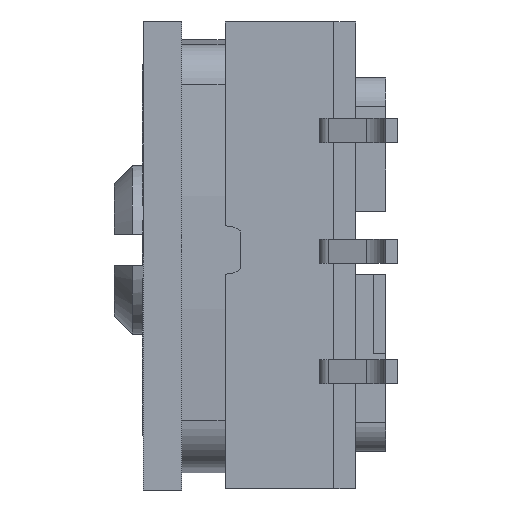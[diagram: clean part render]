
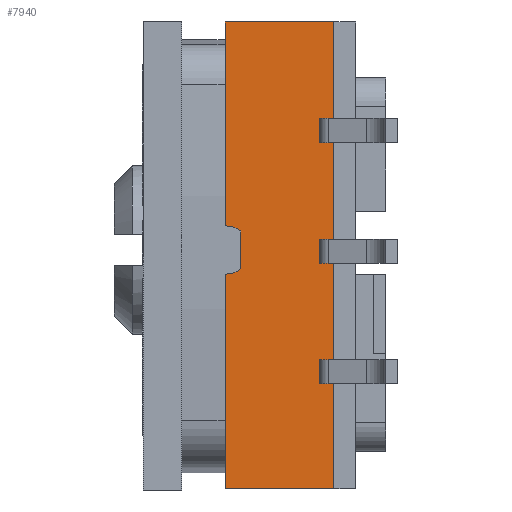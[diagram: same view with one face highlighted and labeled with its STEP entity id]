
A CAD part, left-side view. The second image highlights one B-rep face of the part: STEP entity #7940.
In plain terms, the highlighted planar face has unit normal (-1, 0, 0).
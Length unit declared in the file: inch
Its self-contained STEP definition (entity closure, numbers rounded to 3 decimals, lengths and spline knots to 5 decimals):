
#2151=DIRECTION('',(0.,0.,1.));
#2152=VECTOR('',#2151,0.09);
#2153=CARTESIAN_POINT('',(-0.19,-0.189,0.));
#2154=LINE('',#2153,#2152);
#2843=DIRECTION('',(0.,-1.,0.));
#2844=VECTOR('',#2843,0.169);
#2845=CARTESIAN_POINT('',(-0.19,-0.02,0.09));
#2846=LINE('',#2845,#2844);
#2851=DIRECTION('',(0.,-1.,0.));
#2852=VECTOR('',#2851,0.178);
#2853=CARTESIAN_POINT('',(-0.19,0.198,0.09));
#2854=LINE('',#2853,#2852);
#2964=DIRECTION('',(0.,-1.,0.));
#2965=VECTOR('',#2964,0.0315);
#2966=CARTESIAN_POINT('',(-0.19,0.01575,0.077));
#2967=LINE('',#2966,#2965);
#2968=CARTESIAN_POINT('',(-0.19,0.002,0.09));
#2969=DIRECTION('',(-1.,0.,0.));
#2970=DIRECTION('',(0.,-0.807,-0.591));
#2971=AXIS2_PLACEMENT_3D('',#2968,#2969,#2970);
#2973=DIRECTION('',(0.,1.,0.));
#2974=VECTOR('',#2973,0.387);
#2975=CARTESIAN_POINT('',(-0.19,-0.189,0.));
#2976=LINE('',#2975,#2974);
#2977=DIRECTION('',(0.,0.,1.));
#2978=VECTOR('',#2977,0.09);
#2979=CARTESIAN_POINT('',(-0.19,0.198,0.));
#2980=LINE('',#2979,#2978);
#2981=CARTESIAN_POINT('',(-0.19,-0.002,0.09));
#2982=DIRECTION('',(-1.,0.,0.));
#2983=DIRECTION('',(0.,1.,0.));
#2984=AXIS2_PLACEMENT_3D('',#2981,#2982,#2983);
#3624=CARTESIAN_POINT('',(-0.19,0.198,0.));
#3625=CARTESIAN_POINT('',(-0.19,0.198,0.09));
#3626=VERTEX_POINT('',#3624);
#3627=VERTEX_POINT('',#3625);
#3628=CARTESIAN_POINT('',(-0.19,-0.189,0.));
#3629=CARTESIAN_POINT('',(-0.19,-0.189,0.09));
#3630=VERTEX_POINT('',#3628);
#3631=VERTEX_POINT('',#3629);
#3973=CARTESIAN_POINT('',(-0.19,-0.02,0.09));
#3975=VERTEX_POINT('',#3973);
#3977=CARTESIAN_POINT('',(-0.19,0.02,0.09));
#3979=VERTEX_POINT('',#3977);
#3980=CARTESIAN_POINT('',(-0.19,0.01575,0.077));
#3981=VERTEX_POINT('',#3980);
#3982=CARTESIAN_POINT('',(-0.19,-0.01575,0.077));
#3983=VERTEX_POINT('',#3982);
#7924=CARTESIAN_POINT('',(-0.19,0.198,0.));
#7925=DIRECTION('',(-1.,0.,0.));
#7926=DIRECTION('',(0.,-1.,0.));
#7927=AXIS2_PLACEMENT_3D('',#7924,#7925,#7926);
#7928=PLANE('',#7927);
#7929=ORIENTED_EDGE('',*,*,#6833,.T.);
#7930=ORIENTED_EDGE('',*,*,#7664,.T.);
#7931=ORIENTED_EDGE('',*,*,#7728,.T.);
#7932=ORIENTED_EDGE('',*,*,#6815,.F.);
#7933=ORIENTED_EDGE('',*,*,#4813,.T.);
#7934=ORIENTED_EDGE('',*,*,#7834,.T.);
#7935=ORIENTED_EDGE('',*,*,#7740,.T.);
#7937=ORIENTED_EDGE('',*,*,#7936,.T.);
#7938=EDGE_LOOP('',(#7929,#7930,#7931,#7932,#7933,#7934,#7935,#7937));
#7939=FACE_OUTER_BOUND('',#7938,.F.);
#7940=ADVANCED_FACE('',(#7939),#7928,.T.);
#2972=CIRCLE('',#2971,0.022);
#2985=CIRCLE('',#2984,0.022);
#4813=EDGE_CURVE('',#3630,#3626,#2976,.T.);
#6815=EDGE_CURVE('',#3630,#3631,#2154,.T.);
#6833=EDGE_CURVE('',#3981,#3983,#2967,.T.);
#7664=EDGE_CURVE('',#3983,#3975,#2972,.T.);
#7728=EDGE_CURVE('',#3975,#3631,#2846,.T.);
#7740=EDGE_CURVE('',#3627,#3979,#2854,.T.);
#7834=EDGE_CURVE('',#3626,#3627,#2980,.T.);
#7936=EDGE_CURVE('',#3979,#3981,#2985,.T.);
